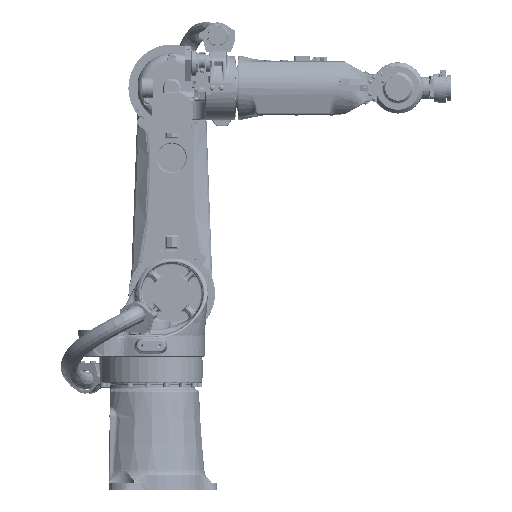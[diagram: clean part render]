
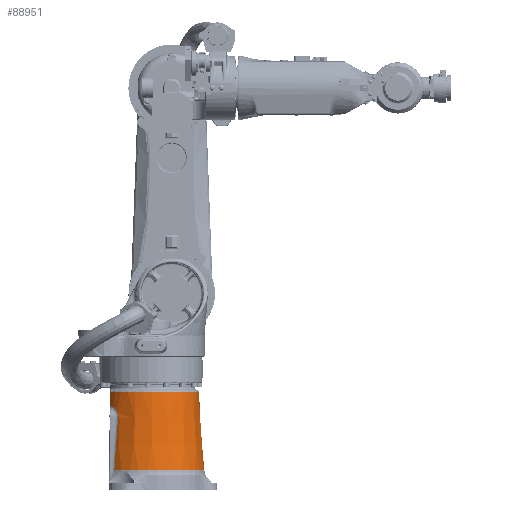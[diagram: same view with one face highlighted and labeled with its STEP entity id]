
A CAD part, front view. The second image highlights one B-rep face of the part: STEP entity #88951.
In plain terms, the highlighted conical face has half-angle 4 degrees and reference radius 115 mm.
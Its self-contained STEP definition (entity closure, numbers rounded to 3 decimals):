
#2152=B_SPLINE_CURVE_WITH_KNOTS('',3,(#131079,#131080,#131081,#131082),
 .UNSPECIFIED.,.F.,.F.,(4,4),(-13.009,0.),
 .UNSPECIFIED.);
#2153=B_SPLINE_CURVE_WITH_KNOTS('',3,(#131084,#131085,#131086,#131087,#131088,
#131089,#131090,#131091),.UNSPECIFIED.,.F.,.F.,(4,1,1,1,1,4),(0.,0.575,
1.726,2.876,3.452,4.027),
 .UNSPECIFIED.);
#2154=B_SPLINE_CURVE_WITH_KNOTS('',3,(#131093,#131094,#131095,#131096),
 .UNSPECIFIED.,.F.,.F.,(4,4),(-0.849,0.),
 .UNSPECIFIED.);
#2155=B_SPLINE_CURVE_WITH_KNOTS('',3,(#131098,#131099,#131100,#131101),
 .UNSPECIFIED.,.F.,.F.,(4,4),(-3.345,0.),.UNSPECIFIED.);
#2156=B_SPLINE_CURVE_WITH_KNOTS('',3,(#131103,#131104,#131105,#131106),
 .UNSPECIFIED.,.F.,.F.,(4,4),(0.,0.026),
 .UNSPECIFIED.);
#2157=B_SPLINE_CURVE_WITH_KNOTS('',3,(#131110,#131111,#131112,#131113),
 .UNSPECIFIED.,.F.,.F.,(4,4),(-0.026,0.),
 .UNSPECIFIED.);
#2158=B_SPLINE_CURVE_WITH_KNOTS('',3,(#131115,#131116,#131117,#131118),
 .UNSPECIFIED.,.F.,.F.,(4,4),(-5.853,-2.508),
 .UNSPECIFIED.);
#2159=B_SPLINE_CURVE_WITH_KNOTS('',3,(#131120,#131121,#131122,#131123,#131124,
#131125),.UNSPECIFIED.,.F.,.F.,(4,2,4),(-0.062,0.,0.785),
 .UNSPECIFIED.);
#2160=B_SPLINE_CURVE_WITH_KNOTS('',3,(#131127,#131128,#131129,#131130,#131131,
#131132,#131133,#131134,#131135,#131136,#131137,#131138),.UNSPECIFIED.,
 .F.,.F.,(4,2,1,1,1,1,1,1,4),(-1.626,-1.623,-1.299,
-0.974,-0.649,-0.487,-0.325,
-0.162,0.),.UNSPECIFIED.);
#2161=B_SPLINE_CURVE_WITH_KNOTS('',3,(#131140,#131141,#131142,#131143,#131144,
#131145,#131146),.UNSPECIFIED.,.F.,.F.,(4,1,1,1,4),(0.,0.551,
1.103,1.654,2.399),.UNSPECIFIED.);
#2162=B_SPLINE_CURVE_WITH_KNOTS('',3,(#131147,#131148,#131149,#131150),
 .UNSPECIFIED.,.F.,.F.,(4,4),(-13.009,0.),.UNSPECIFIED.);
#4790=CONICAL_SURFACE('',#95098,115.,0.07);
#7453=FACE_OUTER_BOUND('',#12985,.T.);
#12985=EDGE_LOOP('',(#55911,#55912,#55913,#55914,#55915,#55916,#55917,#55918,
#55919,#55920,#55921,#55922,#55923));
#19109=CIRCLE('',#95016,129.796);
#19166=CIRCLE('',#95099,116.513);
#34127=VERTEX_POINT('',#130117);
#34128=VERTEX_POINT('',#130124);
#34214=VERTEX_POINT('',#131078);
#34215=VERTEX_POINT('',#131083);
#34216=VERTEX_POINT('',#131092);
#34217=VERTEX_POINT('',#131097);
#34218=VERTEX_POINT('',#131102);
#34219=VERTEX_POINT('',#131107);
#34220=VERTEX_POINT('',#131109);
#34221=VERTEX_POINT('',#131114);
#34222=VERTEX_POINT('',#131119);
#34223=VERTEX_POINT('',#131126);
#34224=VERTEX_POINT('',#131139);
#42391=EDGE_CURVE('',#34127,#34128,#19109,.T.);
#42520=EDGE_CURVE('',#34214,#34127,#2152,.T.);
#42521=EDGE_CURVE('',#34215,#34214,#2153,.T.);
#42522=EDGE_CURVE('',#34216,#34215,#2154,.T.);
#42523=EDGE_CURVE('',#34217,#34216,#2155,.T.);
#42524=EDGE_CURVE('',#34218,#34217,#2156,.T.);
#42525=EDGE_CURVE('',#34219,#34218,#19166,.T.);
#42526=EDGE_CURVE('',#34220,#34219,#2157,.T.);
#42527=EDGE_CURVE('',#34221,#34220,#2158,.T.);
#42528=EDGE_CURVE('',#34222,#34221,#2159,.T.);
#42529=EDGE_CURVE('',#34223,#34222,#2160,.T.);
#42530=EDGE_CURVE('',#34224,#34223,#2161,.T.);
#42531=EDGE_CURVE('',#34128,#34224,#2162,.T.);
#55911=ORIENTED_EDGE('',*,*,#42391,.F.);
#55912=ORIENTED_EDGE('',*,*,#42520,.F.);
#55913=ORIENTED_EDGE('',*,*,#42521,.F.);
#55914=ORIENTED_EDGE('',*,*,#42522,.F.);
#55915=ORIENTED_EDGE('',*,*,#42523,.F.);
#55916=ORIENTED_EDGE('',*,*,#42524,.F.);
#55917=ORIENTED_EDGE('',*,*,#42525,.F.);
#55918=ORIENTED_EDGE('',*,*,#42526,.F.);
#55919=ORIENTED_EDGE('',*,*,#42527,.F.);
#55920=ORIENTED_EDGE('',*,*,#42528,.F.);
#55921=ORIENTED_EDGE('',*,*,#42529,.F.);
#55922=ORIENTED_EDGE('',*,*,#42530,.F.);
#55923=ORIENTED_EDGE('',*,*,#42531,.F.);
#88951=ADVANCED_FACE('',(#7453),#4790,.T.);
#95016=AXIS2_PLACEMENT_3D('',#130125,#105156,#105157);
#95098=AXIS2_PLACEMENT_3D('',#131077,#105336,#105337);
#95099=AXIS2_PLACEMENT_3D('',#131108,#105338,#105339);
#105156=DIRECTION('center_axis',(0.,0.,-1.));
#105157=DIRECTION('ref_axis',(-1.,0.,0.));
#105336=DIRECTION('center_axis',(0.,0.,-1.));
#105337=DIRECTION('ref_axis',(1.,0.,0.));
#105338=DIRECTION('center_axis',(0.,0.,1.));
#105339=DIRECTION('ref_axis',(1.,0.,0.));
#130117=CARTESIAN_POINT('',(-89.727,93.788,47.907));
#130124=CARTESIAN_POINT('',(-89.727,-93.788,47.907));
#130125=CARTESIAN_POINT('Origin',(0.,0.,47.907));
#131077=CARTESIAN_POINT('Origin',(0.,0.,259.5));
#131078=CARTESIAN_POINT('',(-80.644,89.84,177.612));
#131079=CARTESIAN_POINT('Ctrl Pts',(-80.644,89.84,
177.612));
#131080=CARTESIAN_POINT('Ctrl Pts',(-83.702,91.158,
134.38));
#131081=CARTESIAN_POINT('Ctrl Pts',(-86.727,92.474,91.145));
#131082=CARTESIAN_POINT('Ctrl Pts',(-89.727,93.788,
47.907));
#131083=CARTESIAN_POINT('',(-96.045,70.147,203.249));
#131084=CARTESIAN_POINT('Ctrl Pts',(-96.045,70.147,
203.249));
#131085=CARTESIAN_POINT('Ctrl Pts',(-95.05,71.558,
202.833));
#131086=CARTESIAN_POINT('Ctrl Pts',(-92.03,75.689,
201.25));
#131087=CARTESIAN_POINT('Ctrl Pts',(-86.987,81.91,
197.029));
#131088=CARTESIAN_POINT('Ctrl Pts',(-82.605,86.85,
190.369));
#131089=CARTESIAN_POINT('Ctrl Pts',(-80.659,89.289,
183.37));
#131090=CARTESIAN_POINT('Ctrl Pts',(-80.509,89.782,
179.524));
#131091=CARTESIAN_POINT('Ctrl Pts',(-80.644,89.84,
177.612));
#131092=CARTESIAN_POINT('',(-100.347,63.695,204.374));
#131093=CARTESIAN_POINT('Ctrl Pts',(-100.347,63.695,
204.374));
#131094=CARTESIAN_POINT('Ctrl Pts',(-98.956,65.902,
204.244));
#131095=CARTESIAN_POINT('Ctrl Pts',(-97.513,68.063,203.865));
#131096=CARTESIAN_POINT('Ctrl Pts',(-96.045,70.147,
203.249));
#131097=CARTESIAN_POINT('',(-100.041,59.761,237.601));
#131098=CARTESIAN_POINT('Ctrl Pts',(-100.041,59.761,
237.601));
#131099=CARTESIAN_POINT('Ctrl Pts',(-100.143,61.1,
226.529));
#131100=CARTESIAN_POINT('Ctrl Pts',(-100.244,62.41,
215.453));
#131101=CARTESIAN_POINT('Ctrl Pts',(-100.347,63.695,
204.374));
#131102=CARTESIAN_POINT('',(-100.023,59.756,237.86));
#131103=CARTESIAN_POINT('Ctrl Pts',(-100.023,59.756,
237.86));
#131104=CARTESIAN_POINT('Ctrl Pts',(-100.034,59.748,
237.775));
#131105=CARTESIAN_POINT('Ctrl Pts',(-100.04,59.75,
237.687));
#131106=CARTESIAN_POINT('Ctrl Pts',(-100.041,59.761,
237.601));
#131107=CARTESIAN_POINT('',(-100.023,-59.756,237.86));
#131108=CARTESIAN_POINT('Origin',(0.,0.,237.86));
#131109=CARTESIAN_POINT('',(-100.041,-59.761,237.601));
#131110=CARTESIAN_POINT('Ctrl Pts',(-100.041,-59.761,
237.601));
#131111=CARTESIAN_POINT('Ctrl Pts',(-100.04,-59.75,
237.687));
#131112=CARTESIAN_POINT('Ctrl Pts',(-100.034,-59.748,
237.775));
#131113=CARTESIAN_POINT('Ctrl Pts',(-100.023,-59.756,
237.86));
#131114=CARTESIAN_POINT('',(-100.347,-63.695,204.374));
#131115=CARTESIAN_POINT('Ctrl Pts',(-100.347,-63.695,
204.374));
#131116=CARTESIAN_POINT('Ctrl Pts',(-100.244,-62.41,
215.453));
#131117=CARTESIAN_POINT('Ctrl Pts',(-100.143,-61.1,
226.529));
#131118=CARTESIAN_POINT('Ctrl Pts',(-100.041,-59.761,
237.601));
#131119=CARTESIAN_POINT('',(-96.045,-70.147,203.249));
#131120=CARTESIAN_POINT('Ctrl Pts',(-96.045,-70.147,
203.249));
#131121=CARTESIAN_POINT('Ctrl Pts',(-96.152,-69.995,
203.294));
#131122=CARTESIAN_POINT('Ctrl Pts',(-96.259,-69.842,
203.338));
#131123=CARTESIAN_POINT('Ctrl Pts',(-97.72,-67.753,
203.917));
#131124=CARTESIAN_POINT('Ctrl Pts',(-99.057,-65.742,
204.253));
#131125=CARTESIAN_POINT('Ctrl Pts',(-100.347,-63.695,
204.374));
#131126=CARTESIAN_POINT('',(-87.6,-81.081,197.085));
#131127=CARTESIAN_POINT('Ctrl Pts',(-87.6,-81.081,
197.085));
#131128=CARTESIAN_POINT('Ctrl Pts',(-87.604,-81.076,
197.089));
#131129=CARTESIAN_POINT('Ctrl Pts',(-87.608,-81.072,
197.093));
#131130=CARTESIAN_POINT('Ctrl Pts',(-88.15,-80.425,
197.687));
#131131=CARTESIAN_POINT('Ctrl Pts',(-89.249,-79.097,
198.792));
#131132=CARTESIAN_POINT('Ctrl Pts',(-90.938,-76.995,
200.231));
#131133=CARTESIAN_POINT('Ctrl Pts',(-92.357,-75.168,
201.251));
#131134=CARTESIAN_POINT('Ctrl Pts',(-93.496,-73.659,
201.964));
#131135=CARTESIAN_POINT('Ctrl Pts',(-94.35,-72.508,
202.448));
#131136=CARTESIAN_POINT('Ctrl Pts',(-95.2,-71.337,
202.879));
#131137=CARTESIAN_POINT('Ctrl Pts',(-95.764,-70.545,
203.132));
#131138=CARTESIAN_POINT('Ctrl Pts',(-96.045,-70.147,
203.249));
#131139=CARTESIAN_POINT('',(-80.644,-89.84,177.612));
#131140=CARTESIAN_POINT('Ctrl Pts',(-80.644,-89.84,
177.612));
#131141=CARTESIAN_POINT('Ctrl Pts',(-80.515,-89.785,
179.444));
#131142=CARTESIAN_POINT('Ctrl Pts',(-80.646,-89.323,
183.131));
#131143=CARTESIAN_POINT('Ctrl Pts',(-81.963,-87.641,
188.196));
#131144=CARTESIAN_POINT('Ctrl Pts',(-84.316,-84.928,
193.027));
#131145=CARTESIAN_POINT('Ctrl Pts',(-86.362,-82.556,
195.732));
#131146=CARTESIAN_POINT('Ctrl Pts',(-87.599,-81.081,
197.086));
#131147=CARTESIAN_POINT('Ctrl Pts',(-89.727,-93.788,
47.907));
#131148=CARTESIAN_POINT('Ctrl Pts',(-86.727,-92.474,
91.145));
#131149=CARTESIAN_POINT('Ctrl Pts',(-83.702,-91.158,
134.38));
#131150=CARTESIAN_POINT('Ctrl Pts',(-80.644,-89.84,
177.612));
